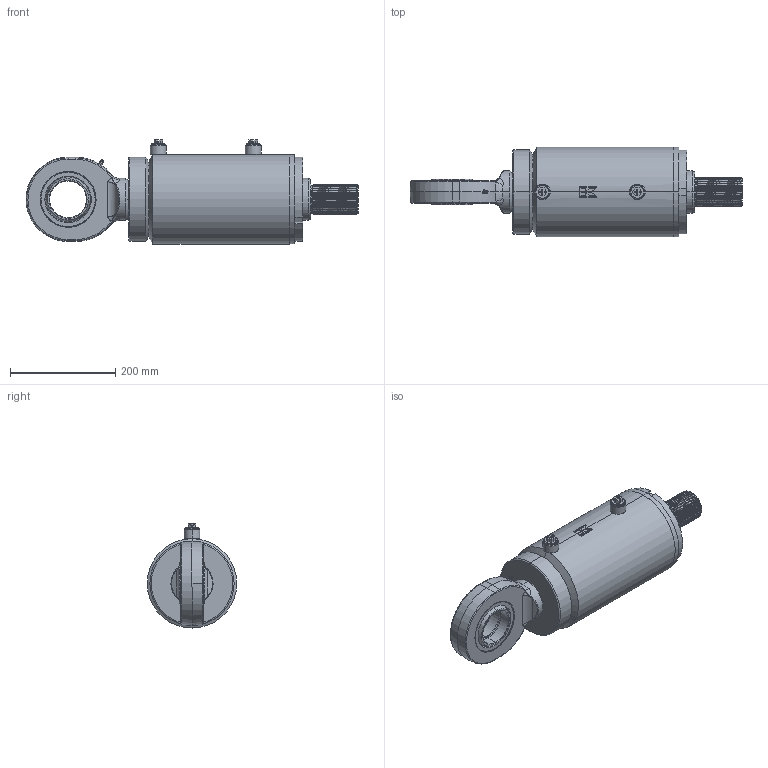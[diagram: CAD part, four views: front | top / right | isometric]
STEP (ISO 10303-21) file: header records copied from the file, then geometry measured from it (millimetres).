
FILE_DESCRIPTION (( 'STEP AP214' ), '1' );
FILE_NAME ('CFGCY0066637-Cylinder.step', '2024-06-06T16:31:02', ( 'Kramp IT' ), ( 'Kramp' ), 'SwSTEP 2.0', 'SolidWorks 2021', '' );
FILE_SCHEMA (( 'AUTOMOTIVE_DESIGN' ));
Length unit declared in the file: millimetre
Products named in the file (18): GK70DO; Tube-MA_Simplified; DS3914004_Simplified; Rod-WA_Simplified; DS3914013080VM_Simplified; SP08M; DS3914001A; Tube-WA_Simplified; CFGCY0066637-Cylinder; GK70DO-EC; ATT-NONE; DS3914004VM_Simplified; MATE-AID; Rod_Simplified; Tube_Simplified; LSN08E; DS3914013080_Simplified
Assembly tree (17 placements, depth 4):
  CFGCY0066637-Cylinder
    Tube-WA_Simplified
      Tube-MA_Simplified
        Tube_Simplified
        LSN08E
      LSN08E
      DS3914001A
        DS3914001A
      GK70DO-EC
        GK70DO
    Rod-WA_Simplified
      Rod_Simplified
    DS3914013080VM_Simplified
      DS3914013080_Simplified
    DS3914004VM_Simplified
      DS3914004_Simplified
    SP08M  x2
  ATT-NONE
  MATE-AID
Bounding box: 631 x 170 x 198 mm (x, y, z)
Volume: 7663218.6 mm3; surface area: 762025.3 mm2
Topology: 14 solids, 14 shells, 566 faces, 1373 edges, 864 vertices
Faces by surface type: cylinder 234, plane 158, cone 92, bspline 64, torus 18
Entity records: 30225 total; most frequent: CARTESIAN_POINT 16057, ORIENTED_EDGE 2354, DIRECTION 2161, EDGE_CURVE 1177, AXIS2_PLACEMENT_3D 856, VERTEX_POINT 742, EDGE_LOOP 535, ADVANCED_FACE 484
